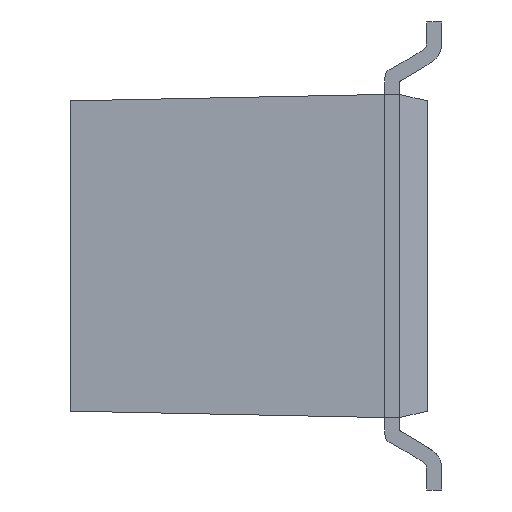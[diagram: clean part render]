
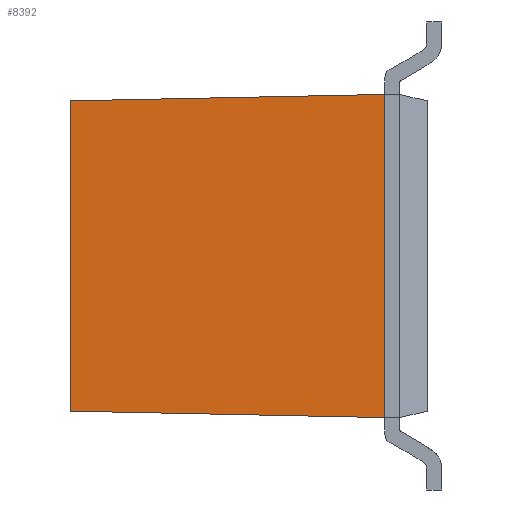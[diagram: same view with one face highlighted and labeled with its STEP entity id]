
A CAD part, left-side view. The second image highlights one B-rep face of the part: STEP entity #8392.
In plain terms, the highlighted planar face has unit normal (-1, 0.021, 0).
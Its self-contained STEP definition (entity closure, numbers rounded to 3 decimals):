
#436 = ORIENTED_EDGE ( 'NONE', *, *, #31323, .T. ) ;
#2921 = CARTESIAN_POINT ( 'NONE',  ( -13.82, 8.33, 3.62 ) ) ;
#5046 = EDGE_CURVE ( 'NONE', #14277, #34567, #22578, .T. ) ;
#5370 = DIRECTION ( 'NONE',  ( -1., 0.02, 0. ) ) ;
#7867 = LINE ( 'NONE', #9879, #22593 ) ;
#7882 = PLANE ( 'NONE',  #15952 ) ;
#8392 = ADVANCED_FACE ( 'NONE', ( #35277 ), #7882, .T. ) ;
#8861 = CARTESIAN_POINT ( 'NONE',  ( -13.97, 1., -3.77 ) ) ;
#9421 = LINE ( 'NONE', #20460, #34489 ) ;
#9879 = CARTESIAN_POINT ( 'NONE',  ( -13.97, 1., -3.77 ) ) ;
#10744 = EDGE_CURVE ( 'NONE', #34567, #29324, #32419, .T. ) ;
#10783 = DIRECTION ( 'NONE',  ( 0., 0., 1. ) ) ;
#11381 = CARTESIAN_POINT ( 'NONE',  ( -13.82, 8.33, -3.62 ) ) ;
#11955 = DIRECTION ( 'NONE',  ( 0.02, 1., -0.02 ) ) ;
#13321 = CARTESIAN_POINT ( 'NONE',  ( -13.82, 8.33, -3.62 ) ) ;
#14170 = ORIENTED_EDGE ( 'NONE', *, *, #26088, .T. ) ;
#14277 = VERTEX_POINT ( 'NONE', #20915 ) ;
#15952 = AXIS2_PLACEMENT_3D ( 'NONE', #19091, #5370, #27365 ) ;
#17661 = ORIENTED_EDGE ( 'NONE', *, *, #10744, .F. ) ;
#19091 = CARTESIAN_POINT ( 'NONE',  ( -13.895, 4.665, 0. ) ) ;
#20058 = VECTOR ( 'NONE', #10783, 1000. ) ;
#20208 = EDGE_LOOP ( 'NONE', ( #14170, #17661, #20368, #436 ) ) ;
#20368 = ORIENTED_EDGE ( 'NONE', *, *, #5046, .F. ) ;
#20460 = CARTESIAN_POINT ( 'NONE',  ( -13.97, 1., 3.77 ) ) ;
#20915 = CARTESIAN_POINT ( 'NONE',  ( -13.97, 1., -3.77 ) ) ;
#21245 = DIRECTION ( 'NONE',  ( 0., 0., 1. ) ) ;
#21576 = VECTOR ( 'NONE', #24745, 1000. ) ;
#22578 = LINE ( 'NONE', #8861, #21576 ) ;
#22593 = VECTOR ( 'NONE', #21245, 1000. ) ;
#24745 = DIRECTION ( 'NONE',  ( 0.02, 1., 0.02 ) ) ;
#26088 = EDGE_CURVE ( 'NONE', #33688, #29324, #9421, .T. ) ;
#27365 = DIRECTION ( 'NONE',  ( 0., 0., 1. ) ) ;
#29324 = VERTEX_POINT ( 'NONE', #2921 ) ;
#31323 = EDGE_CURVE ( 'NONE', #14277, #33688, #7867, .T. ) ;
#32419 = LINE ( 'NONE', #13321, #20058 ) ;
#33252 = CARTESIAN_POINT ( 'NONE',  ( -13.97, 1., 3.77 ) ) ;
#33688 = VERTEX_POINT ( 'NONE', #33252 ) ;
#34489 = VECTOR ( 'NONE', #11955, 1000. ) ;
#34567 = VERTEX_POINT ( 'NONE', #11381 ) ;
#35277 = FACE_OUTER_BOUND ( 'NONE', #20208, .T. ) ;
